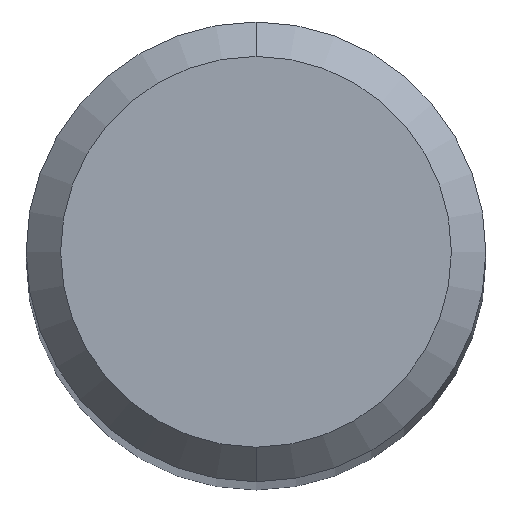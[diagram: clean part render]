
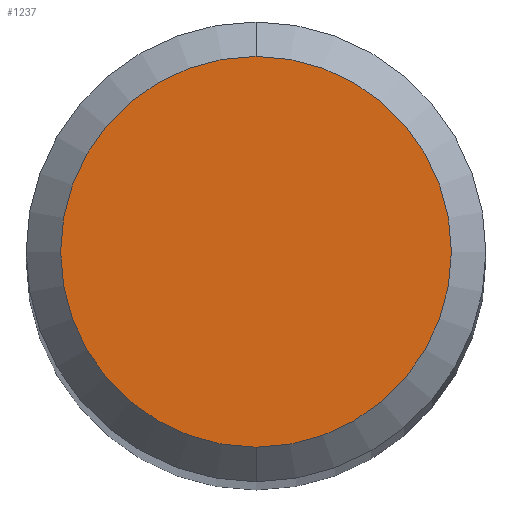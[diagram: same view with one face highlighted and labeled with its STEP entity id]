
A CAD part, top view. The second image highlights one B-rep face of the part: STEP entity #1237.
In plain terms, the highlighted planar face has unit normal (0, 0, 1).
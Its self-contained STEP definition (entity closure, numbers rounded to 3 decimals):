
#509=EDGE_CURVE('',#547,#805,#1363,.T.);
#547=VERTEX_POINT('',#1405);
#805=VERTEX_POINT('',#1687);
#1043=EDGE_CURVE('',#805,#547,#1948,.T.);
#1237=ADVANCED_FACE('',(#2158),#2159,.T.);
#1363=CIRCLE('',#2386,1.7);
#1405=CARTESIAN_POINT('',(0.0,1.7,0.0));
#1687=CARTESIAN_POINT('',(0.,-1.7,0.0));
#1948=CIRCLE('',#5121,1.7);
#2158=FACE_OUTER_BOUND('',#5852,.T.);
#2159=PLANE('',#5853);
#2386=AXIS2_PLACEMENT_3D('',#6010,#6011,#6012);
#5121=AXIS2_PLACEMENT_3D('',#6656,#6657,#6658);
#5852=EDGE_LOOP('',(#6885,#6886));
#5853=AXIS2_PLACEMENT_3D('',#6887,#6888,#6889);
#6010=CARTESIAN_POINT('',(0.0,0.0,0.0));
#6011=DIRECTION('',(0.0,0.0,-1.0));
#6012=DIRECTION('',(0.0,1.0,0.0));
#6656=CARTESIAN_POINT('',(0.0,0.0,0.0));
#6657=DIRECTION('',(0.0,0.0,-1.0));
#6658=DIRECTION('',(0.0,1.0,0.0));
#6885=ORIENTED_EDGE('',*,*,#509,.F.);
#6886=ORIENTED_EDGE('',*,*,#1043,.F.);
#6887=CARTESIAN_POINT('',(0.0,0.85,0.0));
#6888=DIRECTION('',(-0.0,0.0,1.0));
#6889=DIRECTION('',(0.0,-1.0,0.0));
